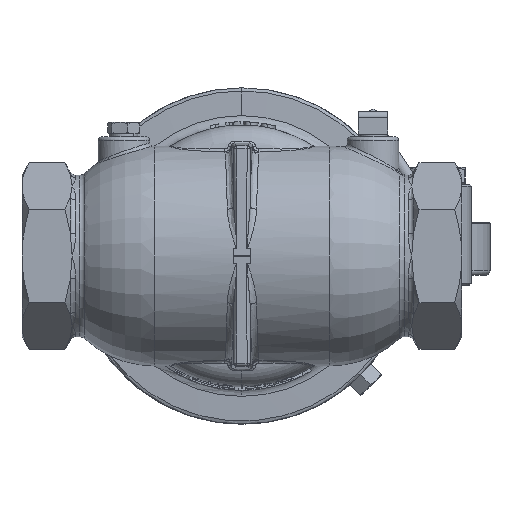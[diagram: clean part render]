
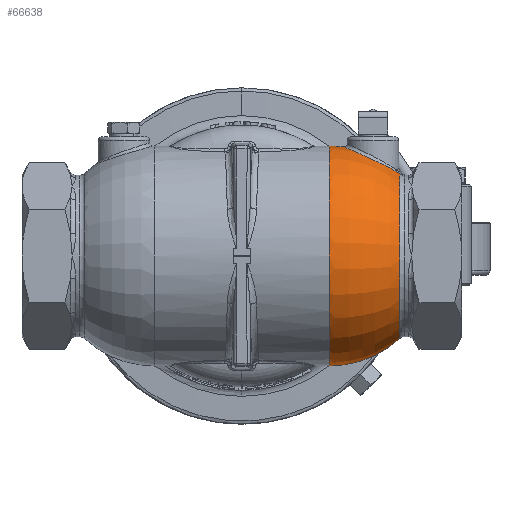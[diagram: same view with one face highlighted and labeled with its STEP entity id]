
A CAD part, front view. The second image highlights one B-rep face of the part: STEP entity #66638.
In plain terms, the highlighted toroidal (fillet/blend) face has major radius 3.175 mm and minor radius 50.8 mm.
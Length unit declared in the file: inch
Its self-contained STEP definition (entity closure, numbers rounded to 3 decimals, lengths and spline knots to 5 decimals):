
#360 = DIRECTION ( 'NONE',  ( 0., 0., 1. ) ) ;
#597 = CIRCLE ( 'NONE', #20955, 2.125 ) ;
#2477 = DIRECTION ( 'NONE',  ( 0., 0., 1. ) ) ;
#2884 = CARTESIAN_POINT ( 'NONE',  ( 3.04716, 0., -1.59559 ) ) ;
#3613 = CARTESIAN_POINT ( 'NONE',  ( 3.04427, -0.15791, 1.59043 ) ) ;
#3947 = AXIS2_PLACEMENT_3D ( 'NONE', #34518, #6927, #2477 ) ;
#4158 = VERTEX_POINT ( 'NONE', #19447 ) ;
#4271 = CARTESIAN_POINT ( 'NONE',  ( 2.63964, -0.53067, 1.81018 ) ) ;
#4491 = CARTESIAN_POINT ( 'NONE',  ( 2.11243, -0.37987, 2.04553 ) ) ;
#4723 = CARTESIAN_POINT ( 'NONE',  ( 1.96035, 0., 2.10687 ) ) ;
#5751 = CARTESIAN_POINT ( 'NONE',  ( 1.69167, 0., -0.125 ) ) ;
#6117 = CIRCLE ( 'NONE', #23305, 1.59559 ) ;
#6927 = DIRECTION ( 'NONE',  ( -1., 0., 0. ) ) ;
#8542 = B_SPLINE_CURVE_WITH_KNOTS ( 'NONE', 3,
 ( #46251, #57103, #3613, #41057, #8997, #46492, #14401, #51917, #19786, #57333, #25164, #62722 ),
 .UNSPECIFIED., .F., .F.,
 ( 4, 2, 2, 2, 2, 4 ),
 ( 0., 0.00015, 0.0003, 0.00059, 0.00119, 0.00237 ),
 .UNSPECIFIED. ) ;
#8850 = VERTEX_POINT ( 'NONE', #2884 ) ;
#8861 = DIRECTION ( 'NONE',  ( -1., 0., 0. ) ) ;
#8997 = CARTESIAN_POINT ( 'NONE',  ( 3.04024, -0.16036, 1.59389 ) ) ;
#9047 = TOROIDAL_SURFACE ( 'NONE', #3947, 0.125, 2. ) ;
#9425 = CARTESIAN_POINT ( 'NONE',  ( 2.97252, -0.28469, 1.6368 ) ) ;
#9661 = CARTESIAN_POINT ( 'NONE',  ( 2.55173, -0.54539, 1.8523 ) ) ;
#9896 = CARTESIAN_POINT ( 'NONE',  ( 2.0716, -0.33111, 2.06223 ) ) ;
#10136 = ORIENTED_EDGE ( 'NONE', *, *, #35063, .T. ) ;
#10200 = CARTESIAN_POINT ( 'NONE',  ( 1.96035, 0., 2.10687 ) ) ;
#11346 = CARTESIAN_POINT ( 'NONE',  ( 1.69167, 0., 0. ) ) ;
#13748 = DIRECTION ( 'NONE',  ( 0., -1., 0. ) ) ;
#14401 = CARTESIAN_POINT ( 'NONE',  ( 3.03438, -0.16651, 1.59862 ) ) ;
#14807 = CARTESIAN_POINT ( 'NONE',  ( 2.91715, -0.36032, 1.66741 ) ) ;
#15040 = CARTESIAN_POINT ( 'NONE',  ( 2.46272, -0.54561, 1.89365 ) ) ;
#15204 = EDGE_CURVE ( 'NONE', #4158, #53793, #597, .T. ) ;
#15268 = CARTESIAN_POINT ( 'NONE',  ( 2.04441, -0.29188, 2.07327 ) ) ;
#16688 = DIRECTION ( 'NONE',  ( 0., 0., 1. ) ) ;
#19447 = CARTESIAN_POINT ( 'NONE',  ( 1.69167, 0., -2.125 ) ) ;
#19786 = CARTESIAN_POINT ( 'NONE',  ( 3.02457, -0.18155, 1.60589 ) ) ;
#20212 = CARTESIAN_POINT ( 'NONE',  ( 2.85146, -0.42395, 1.70272 ) ) ;
#20438 = CARTESIAN_POINT ( 'NONE',  ( 2.37378, -0.53108, 1.93377 ) ) ;
#20664 = CARTESIAN_POINT ( 'NONE',  ( 2.00629, -0.22189, 2.0886 ) ) ;
#20955 = AXIS2_PLACEMENT_3D ( 'NONE', #11346, #42943, #16688 ) ;
#23305 = AXIS2_PLACEMENT_3D ( 'NONE', #40900, #8861, #46334 ) ;
#25164 = CARTESIAN_POINT ( 'NONE',  ( 3.00774, -0.21453, 1.61688 ) ) ;
#25579 = CARTESIAN_POINT ( 'NONE',  ( 2.80229, -0.45906, 1.72844 ) ) ;
#25803 = CARTESIAN_POINT ( 'NONE',  ( 2.2887, -0.50222, 1.97111 ) ) ;
#26029 = CARTESIAN_POINT ( 'NONE',  ( 1.98418, -0.16056, 2.09742 ) ) ;
#27837 = CARTESIAN_POINT ( 'NONE',  ( 3.04716, -0.15756, 1.58779 ) ) ;
#30361 = EDGE_CURVE ( 'NONE', #8850, #4158, #44127, .T. ) ;
#30967 = CARTESIAN_POINT ( 'NONE',  ( 2.76349, -0.48199, 1.74841 ) ) ;
#31200 = CARTESIAN_POINT ( 'NONE',  ( 2.20762, -0.45862, 2.00581 ) ) ;
#31421 = CARTESIAN_POINT ( 'NONE',  ( 1.97197, -0.11333, 2.10227 ) ) ;
#32675 = EDGE_CURVE ( 'NONE', #46163, #53793, #38017, .T. ) ;
#33345 = EDGE_LOOP ( 'NONE', ( #35737, #58794, #10136, #52812, #50651, #65268 ) ) ;
#34177 = AXIS2_PLACEMENT_3D ( 'NONE', #51276, #13748, #35240 ) ;
#34518 = CARTESIAN_POINT ( 'NONE',  ( 1.69167, 0., 0. ) ) ;
#35063 = EDGE_CURVE ( 'NONE', #68057, #64625, #8542, .T. ) ;
#35240 = DIRECTION ( 'NONE',  ( 0., 0., -1. ) ) ;
#35737 = ORIENTED_EDGE ( 'NONE', *, *, #30361, .F. ) ;
#36106 = CARTESIAN_POINT ( 'NONE',  ( 3.00147, -0.22822, 1.62044 ) ) ;
#36340 = CARTESIAN_POINT ( 'NONE',  ( 2.69618, -0.51306, 1.78237 ) ) ;
#36567 = CARTESIAN_POINT ( 'NONE',  ( 2.1347, -0.40167, 2.03634 ) ) ;
#36804 = CARTESIAN_POINT ( 'NONE',  ( 1.96035, -0.033, 2.10687 ) ) ;
#37508 = FACE_OUTER_BOUND ( 'NONE', #33345, .T. ) ;
#37795 = DIRECTION ( 'NONE',  ( 0., 1., 0. ) ) ;
#38017 = CIRCLE ( 'NONE', #34177, 2. ) ;
#39253 = CARTESIAN_POINT ( 'NONE',  ( 3.00147, -0.22822, 1.62044 ) ) ;
#40900 = CARTESIAN_POINT ( 'NONE',  ( 3.04716, 0., 0. ) ) ;
#41057 = CARTESIAN_POINT ( 'NONE',  ( 3.04153, -0.15936, 1.59281 ) ) ;
#41711 = CARTESIAN_POINT ( 'NONE',  ( 2.61037, -0.53723, 1.82435 ) ) ;
#41955 = CARTESIAN_POINT ( 'NONE',  ( 2.08151, -0.34375, 2.0582 ) ) ;
#42462 = EDGE_CURVE ( 'NONE', #8850, #68057, #6117, .T. ) ;
#42602 = CARTESIAN_POINT ( 'NONE',  ( 1.69167, 0., 2.125 ) ) ;
#42943 = DIRECTION ( 'NONE',  ( -1., 0., 0. ) ) ;
#44127 = CIRCLE ( 'NONE', #69372, 2. ) ;
#46163 = VERTEX_POINT ( 'NONE', #10200 ) ;
#46251 = CARTESIAN_POINT ( 'NONE',  ( 3.04716, -0.15756, 1.58779 ) ) ;
#46334 = DIRECTION ( 'NONE',  ( 0., 0., 1. ) ) ;
#46492 = CARTESIAN_POINT ( 'NONE',  ( 3.03654, -0.16378, 1.59694 ) ) ;
#46913 = CARTESIAN_POINT ( 'NONE',  ( 2.93712, -0.33611, 1.65645 ) ) ;
#47141 = CARTESIAN_POINT ( 'NONE',  ( 2.5222, -0.54708, 1.86615 ) ) ;
#47370 = CARTESIAN_POINT ( 'NONE',  ( 2.05308, -0.30521, 2.06976 ) ) ;
#50651 = ORIENTED_EDGE ( 'NONE', *, *, #32675, .T. ) ;
#51276 = CARTESIAN_POINT ( 'NONE',  ( 1.69167, 0., 0.125 ) ) ;
#51917 = CARTESIAN_POINT ( 'NONE',  ( 3.02822, -0.17514, 1.6033 ) ) ;
#52336 = CARTESIAN_POINT ( 'NONE',  ( 2.87436, -0.40415, 1.69052 ) ) ;
#52562 = CARTESIAN_POINT ( 'NONE',  ( 2.43261, -0.54239, 1.90736 ) ) ;
#52806 = CARTESIAN_POINT ( 'NONE',  ( 2.02015, -0.25078, 2.08306 ) ) ;
#52812 = ORIENTED_EDGE ( 'NONE', *, *, #63888, .T. ) ;
#53793 = VERTEX_POINT ( 'NONE', #42602 ) ;
#57103 = CARTESIAN_POINT ( 'NONE',  ( 3.04571, -0.15749, 1.58914 ) ) ;
#57333 = CARTESIAN_POINT ( 'NONE',  ( 3.01411, -0.20099, 1.61298 ) ) ;
#57755 = CARTESIAN_POINT ( 'NONE',  ( 2.81489, -0.45064, 1.72189 ) ) ;
#57988 = CARTESIAN_POINT ( 'NONE',  ( 2.34499, -0.52306, 1.94651 ) ) ;
#58205 = CARTESIAN_POINT ( 'NONE',  ( 1.98924, -0.17621, 2.09541 ) ) ;
#58794 = ORIENTED_EDGE ( 'NONE', *, *, #42462, .T. ) ;
#62722 = CARTESIAN_POINT ( 'NONE',  ( 3.00147, -0.22822, 1.62044 ) ) ;
#63145 = CARTESIAN_POINT ( 'NONE',  ( 2.77657, -0.47474, 1.74171 ) ) ;
#63368 = CARTESIAN_POINT ( 'NONE',  ( 2.2612, -0.48942, 1.98297 ) ) ;
#63597 = CARTESIAN_POINT ( 'NONE',  ( 1.97556, -0.12916, 2.10085 ) ) ;
#63888 = EDGE_CURVE ( 'NONE', #64625, #46163, #64035, .T. ) ;
#64035 = B_SPLINE_CURVE_WITH_KNOTS ( 'NONE', 3,
 ( #36106, #68284, #9425, #46913, #14807, #52336, #20212, #57755, #25579, #63145, #30967, #68512, #36340, #4271, #41711, #9661, #47141, #15040, #52562, #20438, #57988, #25803, #63368, #31200, #68742, #36567, #4491, #41955, #9896, #47370, #15268, #52806, #20664, #58205, #26029, #63597, #31421, #68976, #36804, #4723 ),
 .UNSPECIFIED., .F., .F.,
 ( 4, 2, 2, 2, 2, 2, 2, 2, 2, 2, 2, 2, 2, 2, 2, 2, 2, 2, 2, 4 ),
 ( 0.07387, 0.07638, 0.07889, 0.0814, 0.08265, 0.08391, 0.08642, 0.08893, 0.09144, 0.09395, 0.09646, 0.09896, 0.10147, 0.10398, 0.10524, 0.10649, 0.109, 0.11026, 0.11151, 0.11402 ),
 .UNSPECIFIED. ) ;
#64625 = VERTEX_POINT ( 'NONE', #39253 ) ;
#65268 = ORIENTED_EDGE ( 'NONE', *, *, #15204, .F. ) ;
#66638 = ADVANCED_FACE ( 'NONE', ( #37508 ), #9047, .T. ) ;
#68057 = VERTEX_POINT ( 'NONE', #27837 ) ;
#68284 = CARTESIAN_POINT ( 'NONE',  ( 2.98812, -0.25734, 1.62802 ) ) ;
#68512 = CARTESIAN_POINT ( 'NONE',  ( 2.72361, -0.502, 1.76866 ) ) ;
#68742 = CARTESIAN_POINT ( 'NONE',  ( 2.18228, -0.44104, 2.01649 ) ) ;
#68976 = CARTESIAN_POINT ( 'NONE',  ( 1.96331, -0.06545, 2.1057 ) ) ;
#69372 = AXIS2_PLACEMENT_3D ( 'NONE', #5751, #37795, #360 ) ;
